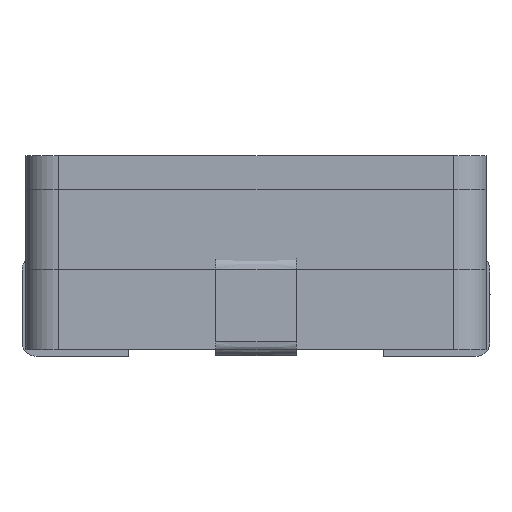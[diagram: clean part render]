
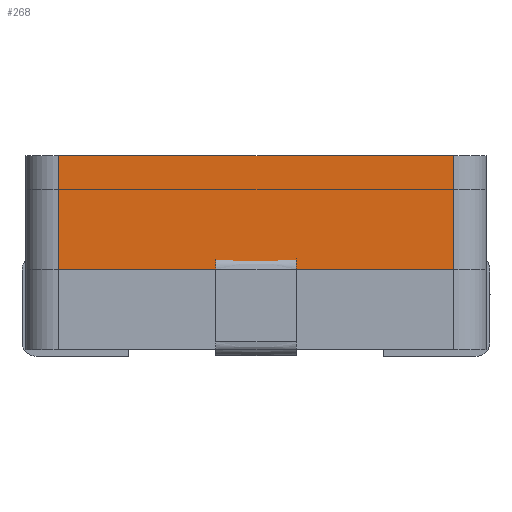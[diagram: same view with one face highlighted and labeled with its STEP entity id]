
A CAD part, left-side view. The second image highlights one B-rep face of the part: STEP entity #268.
In plain terms, the highlighted planar face has unit normal (-1, 0, 0).
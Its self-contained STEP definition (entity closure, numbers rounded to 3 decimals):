
#268 = ADVANCED_FACE( '', ( #683 ), #684, .F. );
#683 = FACE_OUTER_BOUND( '', #1263, .T. );
#684 = PLANE( '', #1264 );
#1263 = EDGE_LOOP( '', ( #3110, #3111, #3112, #3113 ) );
#1264 = AXIS2_PLACEMENT_3D( '', #3114, #3115, #3116 );
#3110 = ORIENTED_EDGE( '', *, *, #4993, .T. );
#3111 = ORIENTED_EDGE( '', *, *, #4905, .F. );
#3112 = ORIENTED_EDGE( '', *, *, #4833, .F. );
#3113 = ORIENTED_EDGE( '', *, *, #5070, .T. );
#3114 = CARTESIAN_POINT( '', ( -3.45, 2.95, 1.7 ) );
#3115 = DIRECTION( '', ( 1., 0., 0. ) );
#3116 = DIRECTION( '', ( 0., 1., 0. ) );
#4833 = EDGE_CURVE( '', #5570, #5557, #5572, .T. );
#4905 = EDGE_CURVE( '', #5557, #5711, #5715, .T. );
#4993 = EDGE_CURVE( '', #5871, #5711, #5872, .T. );
#5070 = EDGE_CURVE( '', #5570, #5871, #5999, .T. );
#5557 = VERTEX_POINT( '', #6851 );
#5570 = VERTEX_POINT( '', #6867 );
#5572 = LINE( '', #6869, #6870 );
#5711 = VERTEX_POINT( '', #7263 );
#5715 = LINE( '', #7268, #7269 );
#5871 = VERTEX_POINT( '', #7768 );
#5872 = LINE( '', #7769, #7770 );
#5999 = LINE( '', #8190, #8191 );
#6851 = CARTESIAN_POINT( '', ( -3.45, -2.95, 1.7 ) );
#6867 = CARTESIAN_POINT( '', ( -3.45, 2.95, 1.7 ) );
#6869 = CARTESIAN_POINT( '', ( -3.45, 2.95, 1.7 ) );
#6870 = VECTOR( '', #9447, 1000. );
#7263 = CARTESIAN_POINT( '', ( -3.45, -2.95, 0. ) );
#7268 = CARTESIAN_POINT( '', ( -3.45, -2.95, 1.7 ) );
#7269 = VECTOR( '', #9469, 1000. );
#7768 = CARTESIAN_POINT( '', ( -3.45, 2.95, 0. ) );
#7769 = CARTESIAN_POINT( '', ( -3.45, 2.95, 0. ) );
#7770 = VECTOR( '', #9524, 1000. );
#8190 = CARTESIAN_POINT( '', ( -3.45, 2.95, 1.7 ) );
#8191 = VECTOR( '', #9573, 1000. );
#9447 = DIRECTION( '', ( 0., -1., 0. ) );
#9469 = DIRECTION( '', ( 0., 0., -1. ) );
#9524 = DIRECTION( '', ( 0., -1., 0. ) );
#9573 = DIRECTION( '', ( 0., 0., -1. ) );
